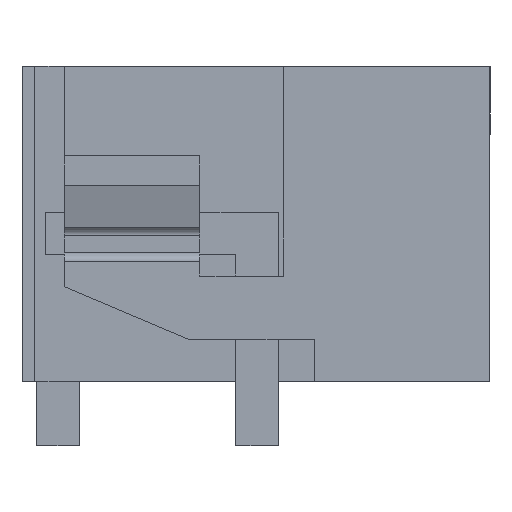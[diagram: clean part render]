
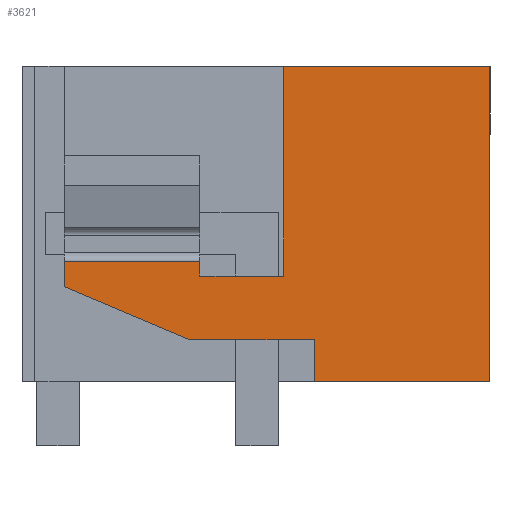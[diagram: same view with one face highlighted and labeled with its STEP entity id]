
A CAD part, left-side view. The second image highlights one B-rep face of the part: STEP entity #3621.
In plain terms, the highlighted planar face has unit normal (-1, 0, 0).
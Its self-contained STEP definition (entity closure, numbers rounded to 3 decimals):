
#3563=AXIS2_PLACEMENT_3D('Plane Axis2P3D',#3560,#3561,#3562) ;
#1499=CARTESIAN_POINT('Vertex',(0.,4.875,8.95)) ;
#1502=CARTESIAN_POINT('Line Origine',(0.,2.438,8.95)) ;
#1506=CARTESIAN_POINT('Vertex',(0.,0.,8.95)) ;
#2129=CARTESIAN_POINT('Vertex',(0.,0.,1.5)) ;
#2132=CARTESIAN_POINT('Line Origine',(0.,2.075,1.5)) ;
#2136=CARTESIAN_POINT('Vertex',(0.,4.15,1.5)) ;
#3351=CARTESIAN_POINT('Vertex',(0.,10.05,3.75)) ;
#3354=CARTESIAN_POINT('Line Origine',(0.,10.05,4.05)) ;
#3358=CARTESIAN_POINT('Vertex',(0.,10.05,4.35)) ;
#3545=CARTESIAN_POINT('Vertex',(0.,4.875,4.)) ;
#3548=CARTESIAN_POINT('Line Origine',(0.,4.875,6.475)) ;
#3560=CARTESIAN_POINT('Axis2P3D Location',(0.,11.05,-1.7)) ;
#3565=CARTESIAN_POINT('Line Origine',(0.,0.,5.225)) ;
#3570=CARTESIAN_POINT('Line Origine',(0.,5.863,4.)) ;
#3574=CARTESIAN_POINT('Vertex',(0.,6.85,4.)) ;
#3577=CARTESIAN_POINT('Line Origine',(0.,6.85,4.175)) ;
#3581=CARTESIAN_POINT('Vertex',(0.,6.85,4.35)) ;
#3584=CARTESIAN_POINT('Line Origine',(0.,8.45,4.35)) ;
#3589=CARTESIAN_POINT('Line Origine',(0.,8.571,3.123)) ;
#3593=CARTESIAN_POINT('Vertex',(0.,7.092,2.497)) ;
#3596=CARTESIAN_POINT('Line Origine',(0.,5.621,2.497)) ;
#3600=CARTESIAN_POINT('Vertex',(0.,4.15,2.497)) ;
#3603=CARTESIAN_POINT('Line Origine',(0.,4.15,1.998)) ;
#1503=DIRECTION('Vector Direction',(0.,-1.,0.)) ;
#2133=DIRECTION('Vector Direction',(0.,1.,0.)) ;
#3355=DIRECTION('Vector Direction',(0.,0.,-1.)) ;
#3549=DIRECTION('Vector Direction',(0.,0.,1.)) ;
#3561=DIRECTION('Axis2P3D Direction',(-1.,0.,0.)) ;
#3562=DIRECTION('Axis2P3D XDirection',(0.,-1.,0.)) ;
#3566=DIRECTION('Vector Direction',(0.,0.,-1.)) ;
#3571=DIRECTION('Vector Direction',(0.,1.,0.)) ;
#3578=DIRECTION('Vector Direction',(0.,0.,1.)) ;
#3585=DIRECTION('Vector Direction',(0.,-1.,0.)) ;
#3590=DIRECTION('Vector Direction',(0.,0.921,0.39)) ;
#3597=DIRECTION('Vector Direction',(0.,-1.,0.)) ;
#3604=DIRECTION('Vector Direction',(0.,0.,-1.)) ;
#1504=VECTOR('Line Direction',#1503,1.) ;
#2134=VECTOR('Line Direction',#2133,1.) ;
#3356=VECTOR('Line Direction',#3355,1.) ;
#3550=VECTOR('Line Direction',#3549,1.) ;
#3567=VECTOR('Line Direction',#3566,1.) ;
#3572=VECTOR('Line Direction',#3571,1.) ;
#3579=VECTOR('Line Direction',#3578,1.) ;
#3586=VECTOR('Line Direction',#3585,1.) ;
#3591=VECTOR('Line Direction',#3590,1.) ;
#3598=VECTOR('Line Direction',#3597,1.) ;
#3605=VECTOR('Line Direction',#3604,1.) ;
#3609=ORIENTED_EDGE('',*,*,#2138,.T.) ;
#3610=ORIENTED_EDGE('',*,*,#3569,.T.) ;
#3611=ORIENTED_EDGE('',*,*,#1508,.T.) ;
#3612=ORIENTED_EDGE('',*,*,#3552,.T.) ;
#3613=ORIENTED_EDGE('',*,*,#3576,.T.) ;
#3614=ORIENTED_EDGE('',*,*,#3583,.T.) ;
#3615=ORIENTED_EDGE('',*,*,#3588,.F.) ;
#3616=ORIENTED_EDGE('',*,*,#3360,.T.) ;
#3617=ORIENTED_EDGE('',*,*,#3595,.T.) ;
#3618=ORIENTED_EDGE('',*,*,#3602,.T.) ;
#3619=ORIENTED_EDGE('',*,*,#3607,.T.) ;
#3621=ADVANCED_FACE('HOUSING',(#3620),#3564,.T.) ;
#1508=EDGE_CURVE('',#1507,#1500,#1505,.F.) ;
#2138=EDGE_CURVE('',#2137,#2130,#2135,.F.) ;
#3360=EDGE_CURVE('',#3359,#3352,#3357,.T.) ;
#3552=EDGE_CURVE('',#1500,#3546,#3551,.F.) ;
#3569=EDGE_CURVE('',#2130,#1507,#3568,.F.) ;
#3576=EDGE_CURVE('',#3546,#3575,#3573,.T.) ;
#3583=EDGE_CURVE('',#3575,#3582,#3580,.T.) ;
#3588=EDGE_CURVE('',#3359,#3582,#3587,.T.) ;
#3595=EDGE_CURVE('',#3352,#3594,#3592,.F.) ;
#3602=EDGE_CURVE('',#3594,#3601,#3599,.T.) ;
#3607=EDGE_CURVE('',#3601,#2137,#3606,.T.) ;
#3608=EDGE_LOOP('',(#3609,#3610,#3611,#3612,#3613,#3614,#3615,#3616,#3617,#3618,#3619)) ;
#3620=FACE_OUTER_BOUND('',#3608,.T.) ;
#1505=LINE('Line',#1502,#1504) ;
#2135=LINE('Line',#2132,#2134) ;
#3357=LINE('Line',#3354,#3356) ;
#3551=LINE('Line',#3548,#3550) ;
#3568=LINE('Line',#3565,#3567) ;
#3573=LINE('Line',#3570,#3572) ;
#3580=LINE('Line',#3577,#3579) ;
#3587=LINE('Line',#3584,#3586) ;
#3592=LINE('Line',#3589,#3591) ;
#3599=LINE('Line',#3596,#3598) ;
#3606=LINE('Line',#3603,#3605) ;
#3564=PLANE('',#3563) ;
#1500=VERTEX_POINT('',#1499) ;
#1507=VERTEX_POINT('',#1506) ;
#2130=VERTEX_POINT('',#2129) ;
#2137=VERTEX_POINT('',#2136) ;
#3352=VERTEX_POINT('',#3351) ;
#3359=VERTEX_POINT('',#3358) ;
#3546=VERTEX_POINT('',#3545) ;
#3575=VERTEX_POINT('',#3574) ;
#3582=VERTEX_POINT('',#3581) ;
#3594=VERTEX_POINT('',#3593) ;
#3601=VERTEX_POINT('',#3600) ;
